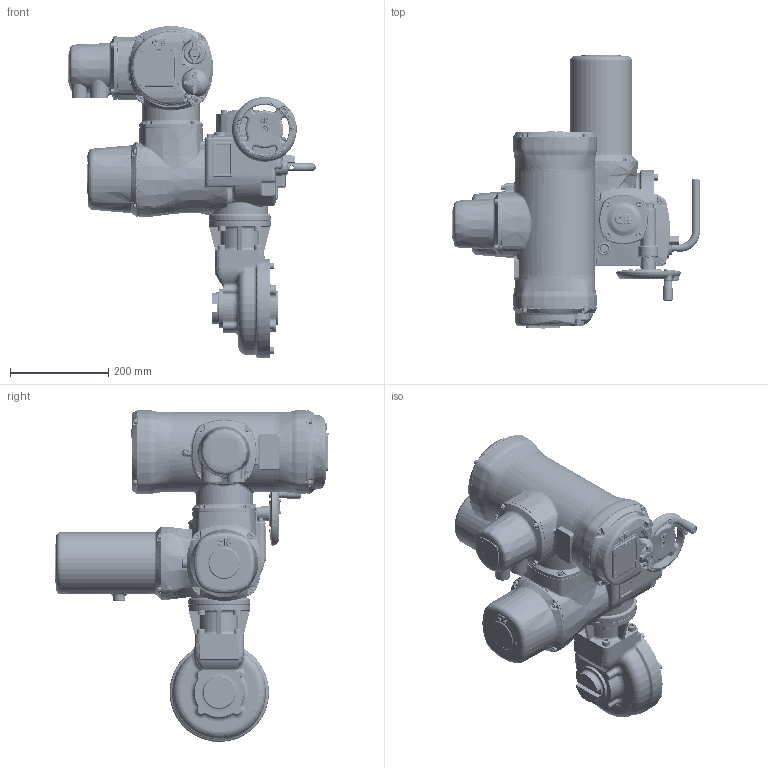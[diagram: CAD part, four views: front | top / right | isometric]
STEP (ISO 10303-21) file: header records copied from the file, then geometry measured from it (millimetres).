
FILE_DESCRIPTION(/* description */ ('Unknown'),/* implementation_level */ '2;1');
FILE_NAME(/* name */ 'A5B4N0BA00X-1',/* time_stamp */ '2019-12-19T17:42:34+05:00',/* author */ ('Unknown'),/* organization */ ('Unknown'),/* preprocessor_version */ 'ST-DEVELOPER v16.7',/* originating_system */ 'DEX',/* authorisation */ $);
FILE_SCHEMA (('AUTOMOTIVE_DESIGN {1 0 10303 214 3 1 1}'));
Length unit declared in the file: millimetre
Products named in the file (1): A5B4N0BA00
Bounding box: 502.85 x 558.1 x 674.3 mm (x, y, z)
Volume: 22022.8 mm3; surface area: 1042763.7 mm2
Topology: 30 solids, 35 shells, 13289 faces, 32699 edges, 19695 vertices
Faces by surface type: plane 4655, bspline 3876, cylinder 2910, torus 930, cone 659, sphere 259
Full cylindrical faces by diameter (mm): 1.152 x1, 3.2 x1, 4.2 x6, 4.4 x1, 4.5 x4, 4.917 x21, 5.5 x4, 6 x13, 6.5 x8, 6.6 x4, 7 x3, 8 x13, 8.2 x1, 8.376 x4, 8.5 x12, 9 x8, 10 x35, 10.22 x4, 10.5 x4, 10.8 x8, 11 x1, 11.92 x1, 12 x2, 13 x18, 13.5 x1, 14 x1, 14.5 x4, 15 x1, 15.5 x1, 16 x12
Entity records: 592538 total; most frequent: CARTESIAN_POINT 227744, ORIENTED_EDGE 62842, DIRECTION 44525, EDGE_CURVE 31421, VERTEX_POINT 19419, AXIS2_PLACEMENT_3D 16738, FACE_BOUND 14648, EDGE_LOOP 14593
